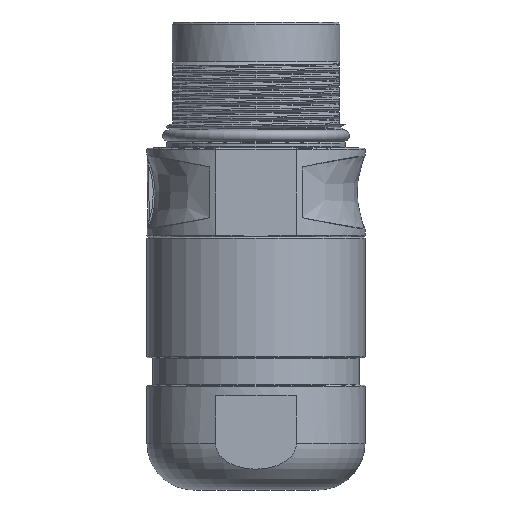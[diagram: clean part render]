
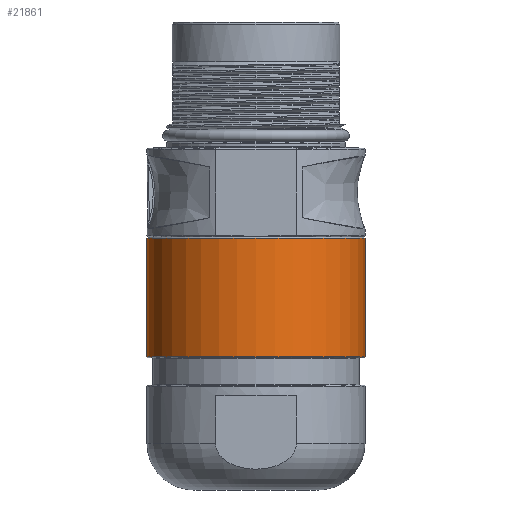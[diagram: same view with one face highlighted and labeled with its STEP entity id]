
A CAD part, left-side view. The second image highlights one B-rep face of the part: STEP entity #21861.
In plain terms, the highlighted cylindrical face has radius 14 mm (diameter 28 mm), a partial arc.
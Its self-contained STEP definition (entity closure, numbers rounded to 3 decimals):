
#7416=CARTESIAN_POINT('',(0.,0.,-11.65));
#7417=DIRECTION('',(0.,0.,1.));
#7418=DIRECTION('',(0.,1.,0.));
#7419=AXIS2_PLACEMENT_3D('',#7416,#7417,#7418);
#7968=CARTESIAN_POINT('',(0.,0.,-26.85));
#7969=DIRECTION('',(0.,0.,-1.));
#7970=DIRECTION('',(0.,-1.,0.));
#7971=AXIS2_PLACEMENT_3D('',#7968,#7969,#7970);
#7973=DIRECTION('',(0.,0.,1.));
#7974=VECTOR('',#7973,15.2);
#7975=CARTESIAN_POINT('',(0.,14.,-26.85));
#7976=LINE('',#7975,#7974);
#7977=DIRECTION('',(0.,0.,1.));
#7978=VECTOR('',#7977,15.2);
#7979=CARTESIAN_POINT('',(0.,-14.,-26.85));
#7980=LINE('',#7979,#7978);
#10297=CARTESIAN_POINT('',(0.,14.,-11.65));
#10298=CARTESIAN_POINT('',(0.,-14.,-11.65));
#10299=VERTEX_POINT('',#10297);
#10300=VERTEX_POINT('',#10298);
#10325=CARTESIAN_POINT('',(0.,14.,-26.85));
#10326=CARTESIAN_POINT('',(0.,-14.,-26.85));
#10327=VERTEX_POINT('',#10325);
#10328=VERTEX_POINT('',#10326);
#21847=CARTESIAN_POINT('',(0.,0.,-9.825));
#21848=DIRECTION('',(0.,0.,-1.));
#21849=DIRECTION('',(0.,-1.,0.));
#21850=AXIS2_PLACEMENT_3D('',#21847,#21848,#21849);
#21851=CYLINDRICAL_SURFACE('',#21850,14.);
#21853=ORIENTED_EDGE('',*,*,#21852,.T.);
#21855=ORIENTED_EDGE('',*,*,#21854,.T.);
#21856=ORIENTED_EDGE('',*,*,#20832,.T.);
#21858=ORIENTED_EDGE('',*,*,#21857,.F.);
#21859=EDGE_LOOP('',(#21853,#21855,#21856,#21858));
#21860=FACE_OUTER_BOUND('',#21859,.F.);
#7420=CIRCLE('',#7419,14.);
#7972=CIRCLE('',#7971,14.);
#20832=EDGE_CURVE('',#10299,#10300,#7420,.T.);
#21852=EDGE_CURVE('',#10328,#10327,#7972,.T.);
#21854=EDGE_CURVE('',#10327,#10299,#7976,.T.);
#21857=EDGE_CURVE('',#10328,#10300,#7980,.T.);
#21861=ADVANCED_FACE('',(#21860),#21851,.T.);
